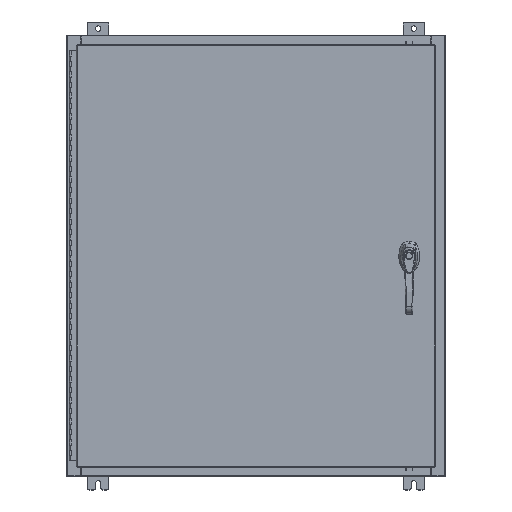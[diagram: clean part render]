
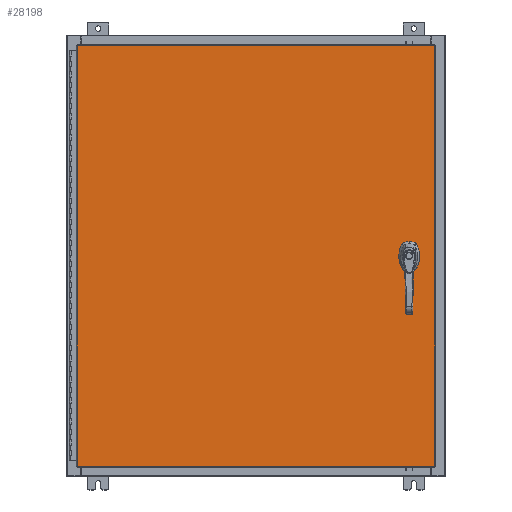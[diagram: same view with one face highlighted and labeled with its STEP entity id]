
A CAD part, top view. The second image highlights one B-rep face of the part: STEP entity #28198.
In plain terms, the highlighted planar face has unit normal (0, 0, 1).
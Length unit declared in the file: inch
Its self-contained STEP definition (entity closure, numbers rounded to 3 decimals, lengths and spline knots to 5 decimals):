
#1426 = EDGE_CURVE ( 'NONE', #47769, #70558, #32895, .T. ) ;
#1485 = LINE ( 'NONE', #21753, #78294 ) ;
#1828 = VERTEX_POINT ( 'NONE', #13674 ) ;
#3834 = CARTESIAN_POINT ( 'NONE',  ( 0., 0., 0. ) ) ;
#4503 = CARTESIAN_POINT ( 'NONE',  ( 0., 0.403, 0. ) ) ;
#5433 = LINE ( 'NONE', #15320, #55626 ) ;
#6884 = VECTOR ( 'NONE', #110295, 39.37008 ) ;
#12881 = EDGE_CURVE ( 'NONE', #127482, #125657, #46474, .T. ) ;
#13674 = CARTESIAN_POINT ( 'NONE',  ( 14.7495, -1.338, 0. ) ) ;
#13993 = DIRECTION ( 'NONE',  ( -1., 0., 0. ) ) ;
#14520 = FACE_BOUND ( 'NONE', #31781, .T. ) ;
#15320 = CARTESIAN_POINT ( 'NONE',  ( 14.175, 0., 0. ) ) ;
#18682 = CIRCLE ( 'NONE', #67586, 0.1715 ) ;
#21753 = CARTESIAN_POINT ( 'NONE',  ( 16.9903, -20.0063, 0. ) ) ;
#22162 = CARTESIAN_POINT ( 'NONE',  ( 14.77823, 0.403, 0. ) ) ;
#22251 = CIRCLE ( 'NONE', #52427, 0.1715 ) ;
#24417 = ORIENTED_EDGE ( 'NONE', *, *, #31986, .F. ) ;
#26805 = ORIENTED_EDGE ( 'NONE', *, *, #68050, .F. ) ;
#28198 = ADVANCED_FACE ( 'NONE', ( #14520, #114741, #64601 ), #29157, .F. ) ;
#29157 = PLANE ( 'NONE',  #83342 ) ;
#29999 = VERTEX_POINT ( 'NONE', #51217 ) ;
#30658 = CARTESIAN_POINT ( 'NONE',  ( 16.9903, -20.0063, 0. ) ) ;
#30680 = EDGE_CURVE ( 'NONE', #64591, #84757, #43944, .T. ) ;
#30938 = DIRECTION ( 'NONE',  ( 0., 0., 1. ) ) ;
#31045 = CARTESIAN_POINT ( 'NONE',  ( 14.981, 0.20023, 0. ) ) ;
#31781 = EDGE_LOOP ( 'NONE', ( #99441, #24417 ) ) ;
#31795 = CARTESIAN_POINT ( 'NONE',  ( 14.578, 0., 0. ) ) ;
#31986 = EDGE_CURVE ( 'NONE', #129179, #1828, #18682, .T. ) ;
#32615 = CIRCLE ( 'NONE', #95575, 0.45 ) ;
#32895 = CIRCLE ( 'NONE', #100238, 0.45 ) ;
#33215 = DIRECTION ( 'NONE',  ( 1., 0., 0. ) ) ;
#35181 = VERTEX_POINT ( 'NONE', #22162 ) ;
#36840 = DIRECTION ( 'NONE',  ( 0., 0., 1. ) ) ;
#36986 = DIRECTION ( 'NONE',  ( 0., 0., 1. ) ) ;
#37389 = EDGE_CURVE ( 'NONE', #90815, #29999, #5433, .T. ) ;
#38531 = ORIENTED_EDGE ( 'NONE', *, *, #37389, .F. ) ;
#39151 = CARTESIAN_POINT ( 'NONE',  ( 14.981, -0.20023, 0. ) ) ;
#40270 = CARTESIAN_POINT ( 'NONE',  ( -16.9903, 20.0063, 0. ) ) ;
#41015 = CARTESIAN_POINT ( 'NONE',  ( -16.9903, -20.0063, 0. ) ) ;
#41845 = CARTESIAN_POINT ( 'NONE',  ( 16.9903, 20.0063, 0. ) ) ;
#41889 = DIRECTION ( 'NONE',  ( 1., 0., 0. ) ) ;
#43214 = EDGE_LOOP ( 'NONE', ( #96201, #107072, #107882, #83927 ) ) ;
#43944 = LINE ( 'NONE', #51890, #120679 ) ;
#44583 = VECTOR ( 'NONE', #126749, 39.37008 ) ;
#45588 = CARTESIAN_POINT ( 'NONE',  ( 14.37777, -0.403, 0. ) ) ;
#46474 = LINE ( 'NONE', #41015, #123218 ) ;
#47769 = VERTEX_POINT ( 'NONE', #88973 ) ;
#48355 = ORIENTED_EDGE ( 'NONE', *, *, #120633, .F. ) ;
#51057 = LINE ( 'NONE', #120915, #74530 ) ;
#51217 = CARTESIAN_POINT ( 'NONE',  ( 14.175, -0.20023, 0. ) ) ;
#51890 = CARTESIAN_POINT ( 'NONE',  ( 16.9903, 20.0063, 0. ) ) ;
#52427 = AXIS2_PLACEMENT_3D ( 'NONE', #96769, #36840, #106898 ) ;
#55364 = ORIENTED_EDGE ( 'NONE', *, *, #1426, .F. ) ;
#55626 = VECTOR ( 'NONE', #74410, 39.37008 ) ;
#58360 = CARTESIAN_POINT ( 'NONE',  ( 14.578, -1.338, 0. ) ) ;
#60878 = DIRECTION ( 'NONE',  ( 1., 0., 0. ) ) ;
#61301 = CIRCLE ( 'NONE', #96713, 0.45 ) ;
#62531 = EDGE_CURVE ( 'NONE', #1828, #129179, #22251, .T. ) ;
#64591 = VERTEX_POINT ( 'NONE', #41845 ) ;
#64601 = FACE_BOUND ( 'NONE', #104257, .T. ) ;
#64823 = CARTESIAN_POINT ( 'NONE',  ( 14.4065, -1.338, 0. ) ) ;
#66353 = CARTESIAN_POINT ( 'NONE',  ( 14.175, 0.20023, 0. ) ) ;
#67586 = AXIS2_PLACEMENT_3D ( 'NONE', #58360, #128453, #68419 ) ;
#68050 = EDGE_CURVE ( 'NONE', #100737, #35181, #32615, .T. ) ;
#68419 = DIRECTION ( 'NONE',  ( 1., 0., 0. ) ) ;
#70558 = VERTEX_POINT ( 'NONE', #39151 ) ;
#71166 = DIRECTION ( 'NONE',  ( 1., 0., 0. ) ) ;
#71845 = EDGE_CURVE ( 'NONE', #35181, #79424, #118178, .T. ) ;
#72439 = DIRECTION ( 'NONE',  ( -1., 0., 0. ) ) ;
#73782 = EDGE_CURVE ( 'NONE', #100737, #70558, #98239, .T. ) ;
#73928 = DIRECTION ( 'NONE',  ( 0., 0., -1. ) ) ;
#74410 = DIRECTION ( 'NONE',  ( 0., -1., 0. ) ) ;
#74530 = VECTOR ( 'NONE', #60878, 39.37008 ) ;
#74766 = VECTOR ( 'NONE', #110310, 39.37008 ) ;
#76793 = ORIENTED_EDGE ( 'NONE', *, *, #124804, .F. ) ;
#76909 = EDGE_CURVE ( 'NONE', #84757, #127482, #107217, .T. ) ;
#77921 = CIRCLE ( 'NONE', #112485, 0.45 ) ;
#78294 = VECTOR ( 'NONE', #84765, 39.37008 ) ;
#79424 = VERTEX_POINT ( 'NONE', #82917 ) ;
#79528 = CARTESIAN_POINT ( 'NONE',  ( 14.578, 0., 0. ) ) ;
#80041 = CARTESIAN_POINT ( 'NONE',  ( 14.981, 0., 0. ) ) ;
#82400 = EDGE_CURVE ( 'NONE', #125657, #64591, #1485, .T. ) ;
#82917 = CARTESIAN_POINT ( 'NONE',  ( 14.37777, 0.403, 0. ) ) ;
#83342 = AXIS2_PLACEMENT_3D ( 'NONE', #3834, #73928, #13993 ) ;
#83927 = ORIENTED_EDGE ( 'NONE', *, *, #76909, .T. ) ;
#84757 = VERTEX_POINT ( 'NONE', #123486 ) ;
#84765 = DIRECTION ( 'NONE',  ( 0., 1., 0. ) ) ;
#87778 = ORIENTED_EDGE ( 'NONE', *, *, #107971, .F. ) ;
#88973 = CARTESIAN_POINT ( 'NONE',  ( 14.77823, -0.403, 0. ) ) ;
#90815 = VERTEX_POINT ( 'NONE', #66353 ) ;
#90859 = CARTESIAN_POINT ( 'NONE',  ( 14.578, 0., 0. ) ) ;
#95575 = AXIS2_PLACEMENT_3D ( 'NONE', #90859, #30938, #100948 ) ;
#96201 = ORIENTED_EDGE ( 'NONE', *, *, #12881, .T. ) ;
#96713 = AXIS2_PLACEMENT_3D ( 'NONE', #96901, #36986, #107039 ) ;
#96733 = ORIENTED_EDGE ( 'NONE', *, *, #73782, .T. ) ;
#96769 = CARTESIAN_POINT ( 'NONE',  ( 14.578, -1.338, 0. ) ) ;
#96901 = CARTESIAN_POINT ( 'NONE',  ( 14.578, 0., 0. ) ) ;
#98239 = LINE ( 'NONE', #80041, #74766 ) ;
#99441 = ORIENTED_EDGE ( 'NONE', *, *, #62531, .F. ) ;
#100238 = AXIS2_PLACEMENT_3D ( 'NONE', #79528, #124399, #33215 ) ;
#100737 = VERTEX_POINT ( 'NONE', #31045 ) ;
#100948 = DIRECTION ( 'NONE',  ( 1., 0., 0. ) ) ;
#101796 = DIRECTION ( 'NONE',  ( 0., 0., 1. ) ) ;
#102222 = CARTESIAN_POINT ( 'NONE',  ( -16.9903, -20.0063, 0. ) ) ;
#102515 = ORIENTED_EDGE ( 'NONE', *, *, #71845, .F. ) ;
#104257 = EDGE_LOOP ( 'NONE', ( #96733, #55364, #48355, #76793, #38531, #87778, #102515, #26805 ) ) ;
#106898 = DIRECTION ( 'NONE',  ( 1., 0., 0. ) ) ;
#107039 = DIRECTION ( 'NONE',  ( 1., 0., 0. ) ) ;
#107072 = ORIENTED_EDGE ( 'NONE', *, *, #82400, .T. ) ;
#107217 = LINE ( 'NONE', #40270, #6884 ) ;
#107882 = ORIENTED_EDGE ( 'NONE', *, *, #30680, .T. ) ;
#107971 = EDGE_CURVE ( 'NONE', #79424, #90815, #77921, .T. ) ;
#110295 = DIRECTION ( 'NONE',  ( 0., -1., 0. ) ) ;
#110310 = DIRECTION ( 'NONE',  ( 0., -1., 0. ) ) ;
#111134 = VERTEX_POINT ( 'NONE', #45588 ) ;
#112485 = AXIS2_PLACEMENT_3D ( 'NONE', #31795, #101796, #41889 ) ;
#114741 = FACE_OUTER_BOUND ( 'NONE', #43214, .T. ) ;
#118178 = LINE ( 'NONE', #4503, #44583 ) ;
#120633 = EDGE_CURVE ( 'NONE', #111134, #47769, #51057, .T. ) ;
#120679 = VECTOR ( 'NONE', #72439, 39.37008 ) ;
#120915 = CARTESIAN_POINT ( 'NONE',  ( 0., -0.403, 0. ) ) ;
#123218 = VECTOR ( 'NONE', #71166, 39.37008 ) ;
#123486 = CARTESIAN_POINT ( 'NONE',  ( -16.9903, 20.0063, 0. ) ) ;
#124399 = DIRECTION ( 'NONE',  ( 0., 0., 1. ) ) ;
#124804 = EDGE_CURVE ( 'NONE', #29999, #111134, #61301, .T. ) ;
#125657 = VERTEX_POINT ( 'NONE', #30658 ) ;
#126749 = DIRECTION ( 'NONE',  ( -1., 0., 0. ) ) ;
#127482 = VERTEX_POINT ( 'NONE', #102222 ) ;
#128453 = DIRECTION ( 'NONE',  ( 0., 0., 1. ) ) ;
#129179 = VERTEX_POINT ( 'NONE', #64823 ) ;
